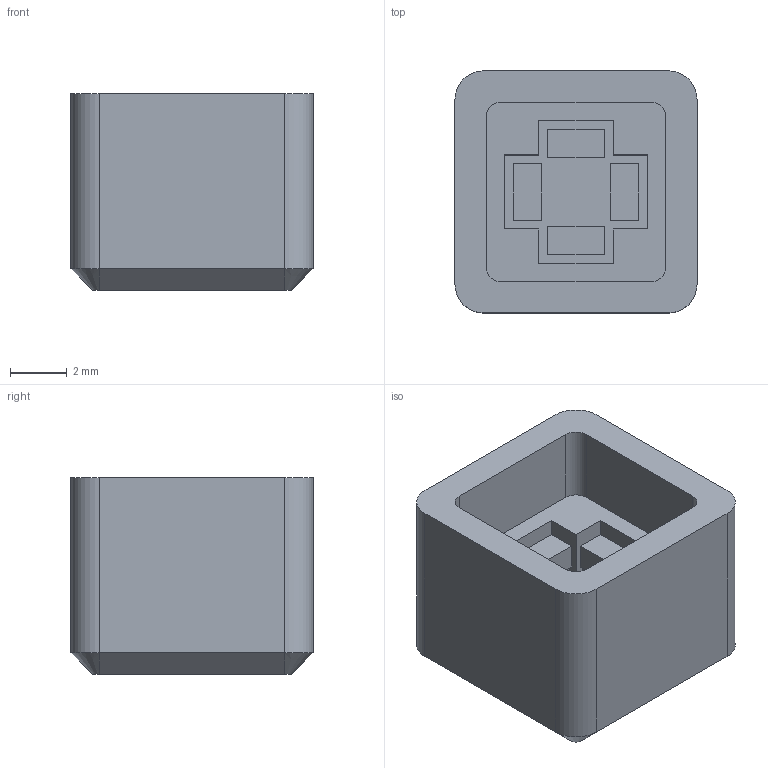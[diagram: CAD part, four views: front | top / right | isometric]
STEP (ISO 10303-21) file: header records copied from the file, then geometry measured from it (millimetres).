
FILE_DESCRIPTION(/* description */ (''),/* implementation_level */ '2;1');
FILE_NAME(/* name */ 'gds_pockettype_key.step',/* time_stamp */ '2022-11-30T04:36:59Z',/* author */ (''),/* organization */ (''),/* preprocessor_version */ 'ST-DEVELOPER v19',/* originating_system */ 'Autodesk Translation Framework v11.7.0.108',/* authorisation */ '');
FILE_SCHEMA (('AUTOMOTIVE_DESIGN { 1 0 10303 214 3 1 1 }'));
Length unit declared in the file: millimetre
Products named in the file (1): (Unsaved)
Bounding box: 8.5 x 8.5 x 6.9 mm (x, y, z)
Volume: 337.4 mm3; surface area: 550.2 mm2
Topology: 1 solids, 1 shells, 68 faces, 172 edges, 112 vertices
Faces by surface type: plane 56, cylinder 8, cone 4
Entity records: 2045 total; most frequent: CARTESIAN_POINT 353, ORIENTED_EDGE 344, DIRECTION 330, EDGE_CURVE 172, LINE 152, VECTOR 152, VERTEX_POINT 112, AXIS2_PLACEMENT_3D 89
